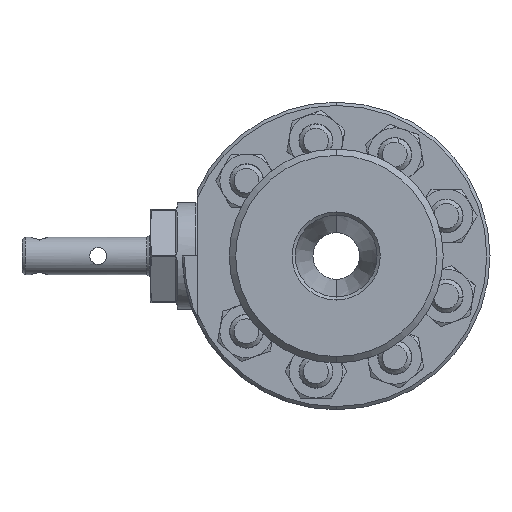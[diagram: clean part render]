
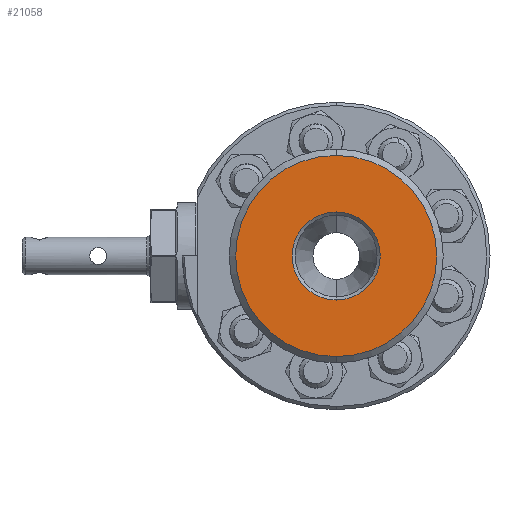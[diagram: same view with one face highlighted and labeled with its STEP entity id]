
A CAD part, left-side view. The second image highlights one B-rep face of the part: STEP entity #21058.
In plain terms, the highlighted planar face has unit normal (-1, 0, 0).
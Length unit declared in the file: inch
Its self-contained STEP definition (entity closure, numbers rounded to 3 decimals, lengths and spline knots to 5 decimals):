
#3986 = CIRCLE ( 'NONE', #9652, 0.94 ) ;
#5512 = VERTEX_POINT ( 'NONE', #49363 ) ;
#8480 = AXIS2_PLACEMENT_3D ( 'NONE', #27529, #62132, #32502 ) ;
#9652 = AXIS2_PLACEMENT_3D ( 'NONE', #12207, #47097, #17260 ) ;
#12207 = CARTESIAN_POINT ( 'NONE',  ( -1.90755, 1.4712, 2.28238 ) ) ;
#14076 = DIRECTION ( 'NONE',  ( 1., 0., 0. ) ) ;
#14651 = CARTESIAN_POINT ( 'NONE',  ( -1.90755, 1.4712, 1.34238 ) ) ;
#15350 = AXIS2_PLACEMENT_3D ( 'NONE', #24337, #58960, #29343 ) ;
#16983 = FACE_OUTER_BOUND ( 'NONE', #22202, .T. ) ;
#17260 = DIRECTION ( 'NONE',  ( 0., 0., -1. ) ) ;
#17605 = PLANE ( 'NONE',  #25362 ) ;
#18664 = ORIENTED_EDGE ( 'NONE', *, *, #60164, .T. ) ;
#21058 = ADVANCED_FACE ( 'NONE', ( #16983, #30249 ), #17605, .F. ) ;
#22202 = EDGE_LOOP ( 'NONE', ( #35711, #48527 ) ) ;
#22869 = CARTESIAN_POINT ( 'NONE',  ( -1.90755, 1.88316, 2.28238 ) ) ;
#23561 = EDGE_CURVE ( 'NONE', #5512, #59416, #3986, .T. ) ;
#24337 = CARTESIAN_POINT ( 'NONE',  ( -1.90755, 1.4712, 2.28238 ) ) ;
#25362 = AXIS2_PLACEMENT_3D ( 'NONE', #22869, #57491, #27848 ) ;
#26714 = CIRCLE ( 'NONE', #15350, 0.94 ) ;
#27529 = CARTESIAN_POINT ( 'NONE',  ( -1.90755, 1.4712, 2.28238 ) ) ;
#27848 = DIRECTION ( 'NONE',  ( 0., 0., -1. ) ) ;
#29343 = DIRECTION ( 'NONE',  ( 0., 0., -1. ) ) ;
#30249 = FACE_BOUND ( 'NONE', #30730, .T. ) ;
#30730 = EDGE_LOOP ( 'NONE', ( #18664, #40068 ) ) ;
#32502 = DIRECTION ( 'NONE',  ( 0., 0., -1. ) ) ;
#32850 = CARTESIAN_POINT ( 'NONE',  ( -1.90755, 1.4712, 2.69435 ) ) ;
#33484 = CIRCLE ( 'NONE', #8480, 0.41196 ) ;
#34484 = CIRCLE ( 'NONE', #59819, 0.41196 ) ;
#35711 = ORIENTED_EDGE ( 'NONE', *, *, #50232, .F. ) ;
#36455 = VERTEX_POINT ( 'NONE', #36684 ) ;
#36684 = CARTESIAN_POINT ( 'NONE',  ( -1.90755, 1.4712, 1.87042 ) ) ;
#40068 = ORIENTED_EDGE ( 'NONE', *, *, #50178, .T. ) ;
#43911 = CARTESIAN_POINT ( 'NONE',  ( -1.90755, 1.4712, 2.28238 ) ) ;
#47097 = DIRECTION ( 'NONE',  ( 1., 0., 0. ) ) ;
#48527 = ORIENTED_EDGE ( 'NONE', *, *, #23561, .F. ) ;
#48903 = DIRECTION ( 'NONE',  ( 0., 0., -1. ) ) ;
#49363 = CARTESIAN_POINT ( 'NONE',  ( -1.90755, 1.4712, 3.22238 ) ) ;
#50178 = EDGE_CURVE ( 'NONE', #36455, #60782, #34484, .T. ) ;
#50232 = EDGE_CURVE ( 'NONE', #59416, #5512, #26714, .T. ) ;
#57491 = DIRECTION ( 'NONE',  ( 1., 0., 0. ) ) ;
#58960 = DIRECTION ( 'NONE',  ( 1., 0., 0. ) ) ;
#59416 = VERTEX_POINT ( 'NONE', #14651 ) ;
#59819 = AXIS2_PLACEMENT_3D ( 'NONE', #43911, #14076, #48903 ) ;
#60164 = EDGE_CURVE ( 'NONE', #60782, #36455, #33484, .T. ) ;
#60782 = VERTEX_POINT ( 'NONE', #32850 ) ;
#62132 = DIRECTION ( 'NONE',  ( 1., 0., 0. ) ) ;
